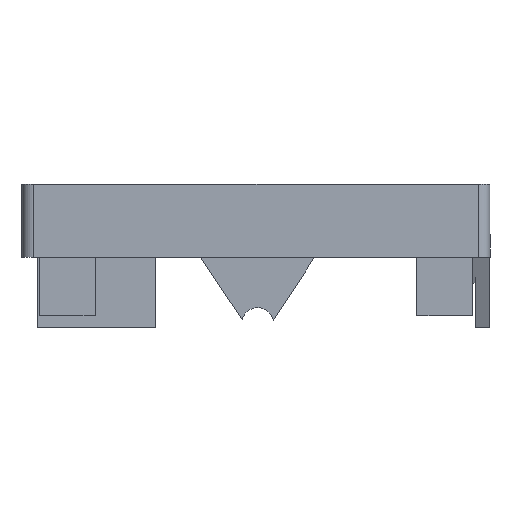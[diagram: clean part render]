
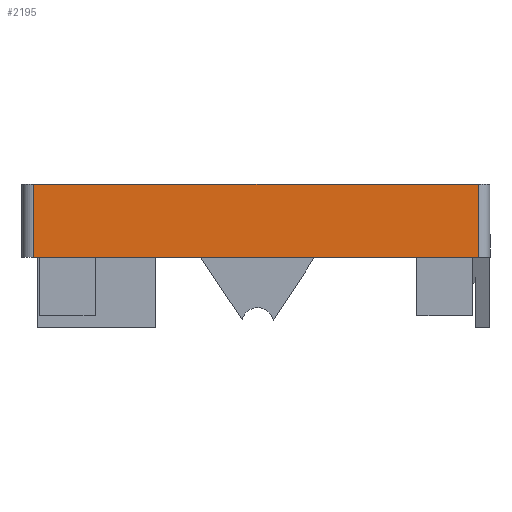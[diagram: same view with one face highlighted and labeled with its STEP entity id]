
A CAD part, left-side view. The second image highlights one B-rep face of the part: STEP entity #2195.
In plain terms, the highlighted planar face has unit normal (-1, 0, 0).
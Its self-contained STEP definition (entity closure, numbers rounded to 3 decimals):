
#50=PLANE('',#2323);
#152=FACE_OUTER_BOUND('',#258,.T.);
#258=EDGE_LOOP('',(#1659,#1660,#1661,#1662));
#436=LINE('',#3117,#745);
#437=LINE('',#3121,#746);
#455=LINE('',#3160,#764);
#456=LINE('',#3161,#765);
#745=VECTOR('',#2533,10.);
#746=VECTOR('',#2538,10.);
#764=VECTOR('',#2562,10.);
#765=VECTOR('',#2563,10.);
#1055=VERTEX_POINT('',#3114);
#1056=VERTEX_POINT('',#3116);
#1057=VERTEX_POINT('',#3120);
#1075=VERTEX_POINT('',#3159);
#1286=EDGE_CURVE('',#1055,#1056,#436,.T.);
#1288=EDGE_CURVE('',#1057,#1056,#437,.T.);
#1308=EDGE_CURVE('',#1075,#1055,#455,.T.);
#1309=EDGE_CURVE('',#1057,#1075,#456,.T.);
#1659=ORIENTED_EDGE('',*,*,#1286,.F.);
#1660=ORIENTED_EDGE('',*,*,#1308,.F.);
#1661=ORIENTED_EDGE('',*,*,#1309,.F.);
#1662=ORIENTED_EDGE('',*,*,#1288,.T.);
#2195=ADVANCED_FACE('',(#152),#50,.T.);
#2323=AXIS2_PLACEMENT_3D('',#3158,#2560,#2561);
#2533=DIRECTION('',(0.,0.,-1.));
#2538=DIRECTION('',(0.,-1.,0.));
#2560=DIRECTION('center_axis',(-1.,0.,0.));
#2561=DIRECTION('ref_axis',(0.,-1.,0.));
#2562=DIRECTION('',(0.,-1.,0.));
#2563=DIRECTION('',(0.,0.,1.));
#3114=CARTESIAN_POINT('',(-70.2,-0.114,27.374));
#3116=CARTESIAN_POINT('',(-70.2,-0.114,14.874));
#3117=CARTESIAN_POINT('',(-70.2,-0.114,14.874));
#3120=CARTESIAN_POINT('',(-70.2,75.886,14.874));
#3121=CARTESIAN_POINT('',(-70.2,77.886,14.874));
#3158=CARTESIAN_POINT('Origin',(-70.2,77.886,14.874));
#3159=CARTESIAN_POINT('',(-70.2,75.886,27.374));
#3160=CARTESIAN_POINT('',(-70.2,-2.114,27.374));
#3161=CARTESIAN_POINT('',(-70.2,75.886,14.874));
